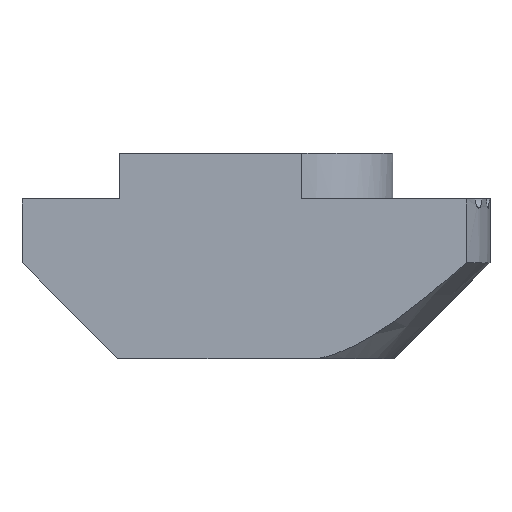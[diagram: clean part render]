
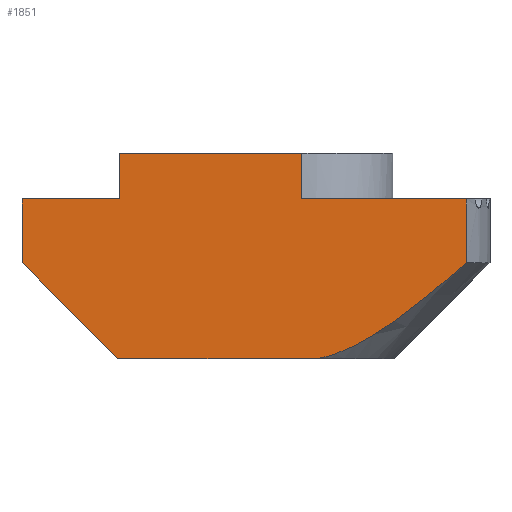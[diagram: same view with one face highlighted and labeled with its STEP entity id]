
A CAD part, front view. The second image highlights one B-rep face of the part: STEP entity #1851.
In plain terms, the highlighted planar face has unit normal (0, -1, 0).
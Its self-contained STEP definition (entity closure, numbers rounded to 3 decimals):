
#129 = VERTEX_POINT ( 'NONE', #2240 ) ;
#161 = VECTOR ( 'NONE', #3612, 1000. ) ;
#163 = ORIENTED_EDGE ( 'NONE', *, *, #2216, .T. ) ;
#279 = CARTESIAN_POINT ( 'NONE',  ( 1., -3., 3.5 ) ) ;
#314 = LINE ( 'NONE', #1763, #2974 ) ;
#341 = DIRECTION ( 'NONE',  ( -1., 0., 0. ) ) ;
#452 = LINE ( 'NONE', #3270, #4147 ) ;
#524 = VERTEX_POINT ( 'NONE', #1524 ) ;
#528 = VERTEX_POINT ( 'NONE', #2964 ) ;
#578 = ORIENTED_EDGE ( 'NONE', *, *, #3467, .F. ) ;
#667 = VERTEX_POINT ( 'NONE', #2715 ) ;
#670 = LINE ( 'NONE', #2850, #3122 ) ;
#687 = DIRECTION ( 'NONE',  ( 0., 0., -1. ) ) ;
#742 = CARTESIAN_POINT ( 'NONE',  ( -1.5, -3., 4.5 ) ) ;
#770 = LINE ( 'NONE', #3238, #161 ) ;
#824 = EDGE_CURVE ( 'NONE', #524, #2938, #1728, .T. ) ;
#935 = AXIS2_PLACEMENT_3D ( 'NONE', #2722, #2819, #687 ) ;
#969 = CARTESIAN_POINT ( 'NONE',  ( -2.563, -3., 3.5 ) ) ;
#1091 = CARTESIAN_POINT ( 'NONE',  ( -5.125, -3., 3.5 ) ) ;
#1097 = VERTEX_POINT ( 'NONE', #4262 ) ;
#1299 = PLANE ( 'NONE',  #935 ) ;
#1304 = VECTOR ( 'NONE', #3151, 1000. ) ;
#1328 = ORIENTED_EDGE ( 'NONE', *, *, #824, .F. ) ;
#1332 = ORIENTED_EDGE ( 'NONE', *, *, #1976, .F. ) ;
#1379 = LINE ( 'NONE', #3856, #4499 ) ;
#1400 = ORIENTED_EDGE ( 'NONE', *, *, #2904, .T. ) ;
#1431 = CARTESIAN_POINT ( 'NONE',  ( -3.025, -3., 0. ) ) ;
#1440 = DIRECTION ( 'NONE',  ( 0., 0., 1. ) ) ;
#1478 = VERTEX_POINT ( 'NONE', #279 ) ;
#1524 = CARTESIAN_POINT ( 'NONE',  ( -3., -3., 4.5 ) ) ;
#1615 = ORIENTED_EDGE ( 'NONE', *, *, #3920, .F. ) ;
#1728 = LINE ( 'NONE', #742, #1304 ) ;
#1740 = CARTESIAN_POINT ( 'NONE',  ( 1.317, -3., 0. ) ) ;
#1745 = EDGE_LOOP ( 'NONE', ( #3971, #3476, #1615, #4407, #578, #2294, #1400, #163, #1328, #1332 ) ) ;
#1761 = CARTESIAN_POINT ( 'NONE',  ( 2.401, -3., 0.17 ) ) ;
#1763 = CARTESIAN_POINT ( 'NONE',  ( 4.608, -3., 0. ) ) ;
#1807 =( BOUNDED_CURVE ( )  B_SPLINE_CURVE ( 2, ( #3500, #1761, #1740 ),
 .UNSPECIFIED., .F., .F. ) 
 B_SPLINE_CURVE_WITH_KNOTS ( ( 3, 3 ),
 ( 0.212, 0.746 ),
 .UNSPECIFIED. ) 
 CURVE ( )  GEOMETRIC_REPRESENTATION_ITEM ( )  RATIONAL_B_SPLINE_CURVE ( ( 1.155, 1.272, 1. ) ) 
 REPRESENTATION_ITEM ( '' )  );
#1851 = ADVANCED_FACE ( 'NONE', ( #4463 ), #1299, .T. ) ;
#1905 = VERTEX_POINT ( 'NONE', #1431 ) ;
#1976 = EDGE_CURVE ( 'NONE', #528, #524, #770, .T. ) ;
#2023 = EDGE_CURVE ( 'NONE', #528, #2231, #3796, .T. ) ;
#2112 = CARTESIAN_POINT ( 'NONE',  ( 1., -3., 4.5 ) ) ;
#2126 = EDGE_CURVE ( 'NONE', #667, #1097, #314, .T. ) ;
#2216 = EDGE_CURVE ( 'NONE', #1478, #2938, #2411, .T. ) ;
#2219 = VECTOR ( 'NONE', #3527, 1000. ) ;
#2231 = VERTEX_POINT ( 'NONE', #1091 ) ;
#2240 = CARTESIAN_POINT ( 'NONE',  ( 1.317, -3., 0. ) ) ;
#2294 = ORIENTED_EDGE ( 'NONE', *, *, #2126, .T. ) ;
#2411 = LINE ( 'NONE', #2803, #2219 ) ;
#2508 = CARTESIAN_POINT ( 'NONE',  ( -5.125, -3., 2.1 ) ) ;
#2637 = EDGE_CURVE ( 'NONE', #1905, #129, #452, .T. ) ;
#2715 = CARTESIAN_POINT ( 'NONE',  ( 4.608, -3., 2.1 ) ) ;
#2722 = CARTESIAN_POINT ( 'NONE',  ( -3., -3., 0. ) ) ;
#2803 = CARTESIAN_POINT ( 'NONE',  ( 1., -3., 3. ) ) ;
#2819 = DIRECTION ( 'NONE',  ( 0., -1., 0. ) ) ;
#2850 = CARTESIAN_POINT ( 'NONE',  ( -5.125, -3., 0. ) ) ;
#2904 = EDGE_CURVE ( 'NONE', #1097, #1478, #1379, .T. ) ;
#2938 = VERTEX_POINT ( 'NONE', #2112 ) ;
#2953 = DIRECTION ( 'NONE',  ( 1., 0., 0. ) ) ;
#2964 = CARTESIAN_POINT ( 'NONE',  ( -3., -3., 3.5 ) ) ;
#2974 = VECTOR ( 'NONE', #1440, 1000. ) ;
#3122 = VECTOR ( 'NONE', #3186, 1000. ) ;
#3144 = VECTOR ( 'NONE', #4290, 1000. ) ;
#3151 = DIRECTION ( 'NONE',  ( 1., 0., 0. ) ) ;
#3186 = DIRECTION ( 'NONE',  ( 0., 0., 1. ) ) ;
#3228 = CARTESIAN_POINT ( 'NONE',  ( -3.544, -3., 0.519 ) ) ;
#3238 = CARTESIAN_POINT ( 'NONE',  ( -3., -3., 3. ) ) ;
#3270 = CARTESIAN_POINT ( 'NONE',  ( -5.125, -3., 0. ) ) ;
#3467 = EDGE_CURVE ( 'NONE', #667, #129, #1807, .T. ) ;
#3476 = ORIENTED_EDGE ( 'NONE', *, *, #3501, .F. ) ;
#3485 = VECTOR ( 'NONE', #4133, 1000. ) ;
#3500 = CARTESIAN_POINT ( 'NONE',  ( 4.608, -3., 2.1 ) ) ;
#3501 = EDGE_CURVE ( 'NONE', #4038, #2231, #670, .T. ) ;
#3527 = DIRECTION ( 'NONE',  ( 0., 0., 1. ) ) ;
#3612 = DIRECTION ( 'NONE',  ( 0., 0., 1. ) ) ;
#3796 = LINE ( 'NONE', #969, #3485 ) ;
#3856 = CARTESIAN_POINT ( 'NONE',  ( -2.563, -3., 3.5 ) ) ;
#3920 = EDGE_CURVE ( 'NONE', #1905, #4038, #4566, .T. ) ;
#3971 = ORIENTED_EDGE ( 'NONE', *, *, #2023, .T. ) ;
#4038 = VERTEX_POINT ( 'NONE', #2508 ) ;
#4133 = DIRECTION ( 'NONE',  ( -1., 0., 0. ) ) ;
#4147 = VECTOR ( 'NONE', #2953, 1000. ) ;
#4262 = CARTESIAN_POINT ( 'NONE',  ( 4.608, -3., 3.5 ) ) ;
#4290 = DIRECTION ( 'NONE',  ( -0.707, 0., 0.707 ) ) ;
#4407 = ORIENTED_EDGE ( 'NONE', *, *, #2637, .T. ) ;
#4463 = FACE_OUTER_BOUND ( 'NONE', #1745, .T. ) ;
#4499 = VECTOR ( 'NONE', #341, 1000. ) ;
#4566 = LINE ( 'NONE', #3228, #3144 ) ;
